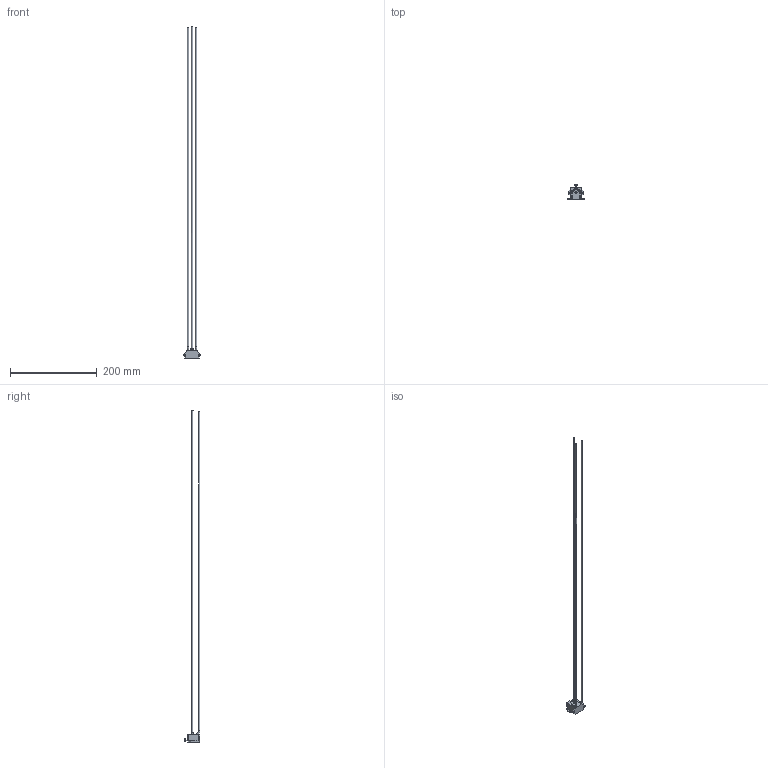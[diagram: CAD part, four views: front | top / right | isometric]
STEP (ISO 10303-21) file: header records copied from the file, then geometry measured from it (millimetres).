
FILE_DESCRIPTION(/* description */ ('Cool Drawer Right Angle Single Sensor (CDS-B0F00)'),/* implementation_level */ '2;1');
FILE_NAME(/* name */ 'CDS-B0F00 - Cool Drawer Right Angle Single Sensor (Outline Model rev.A).stp',/* time_stamp */ '2017-08-11T16:49:32-04:00',/* author */ ('Joel Plasencia'),/* organization */ ('INFICON'),/* preprocessor_version */ 'ST-DEVELOPER v16',/* originating_system */ 'SIEMENS PLM Software NX 10.0',/* authorisation */ 'Copyright© 2019 INFICON - ALL RIGHTS RESERVED');
FILE_SCHEMA (('AUTOMOTIVE_DESIGN { 1 0 10303 214 3 1 1 1 }'));
Length unit declared in the file: inch
Products named in the file (3): CDS-B0F00_B
Assembly tree (2 placements, depth 2):
  CDS-B0F00_B
    CDS-B0F00_B
    CDS-B0F00_B
Bounding box: 37.99 x 36.75 x 765.73 mm (x, y, z)
Volume: 24653.4 mm3; surface area: 38417.1 mm2
Topology: 3 solids, 3 shells, 518 faces, 1176 edges, 675 vertices
Faces by surface type: plane 393, cylinder 109, cone 8, torus 6, sphere 2
Full cylindrical faces by diameter (mm): 2.032 x1, 2.329 x2, 2.337 x2, 2.362 x4, 3.175 x6, 6.35 x1, 10.414 x1
Entity records: 17279 total; most frequent: DIRECTION 2540, CARTESIAN_POINT 2381, ORIENTED_EDGE 2280, EDGE_CURVE 1140, AXIS2_PLACEMENT_3D 885, LINE 770, VECTOR 770, VERTEX_POINT 666
